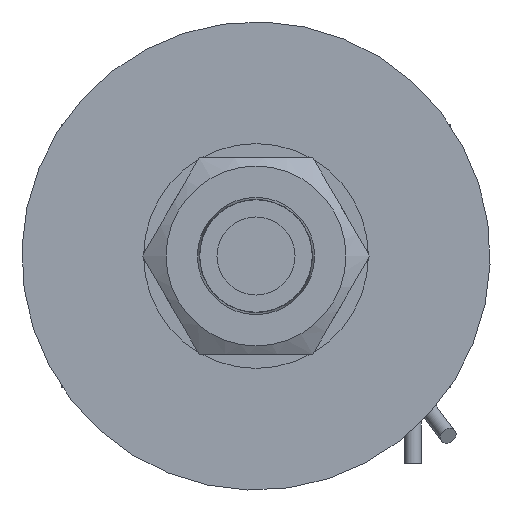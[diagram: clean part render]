
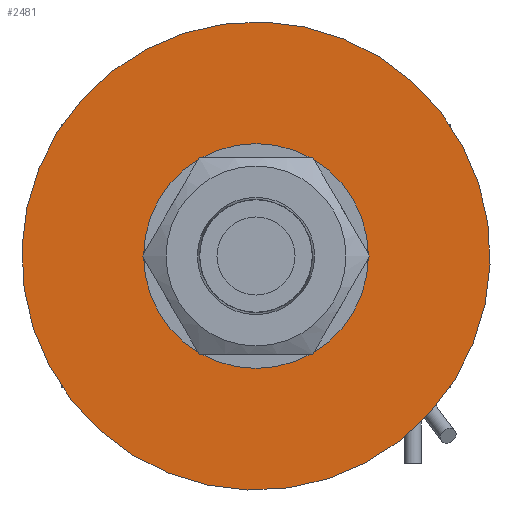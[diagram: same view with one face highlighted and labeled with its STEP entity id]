
A CAD part, front view. The second image highlights one B-rep face of the part: STEP entity #2481.
In plain terms, the highlighted face is planar.
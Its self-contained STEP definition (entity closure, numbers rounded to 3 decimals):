
#352=PLANE($,#2685);
#498=FACE_BOUND($,#785,.T.);
#594=FACE_OUTER_BOUND($,#784,.T.);
#784=EDGE_LOOP($,(#1738));
#785=EDGE_LOOP($,(#1739));
#1003=CIRCLE($,#2686,25.);
#1004=CIRCLE($,#2687,12.);
#1143=VERTEX_POINT($,#3821);
#1144=VERTEX_POINT($,#3823);
#1381=EDGE_CURVE($,#1143,#1143,#1003,.T.);
#1382=EDGE_CURVE($,#1144,#1144,#1004,.T.);
#1738=ORIENTED_EDGE($,*,*,#1381,.F.);
#1739=ORIENTED_EDGE($,*,*,#1382,.T.);
#2481=ADVANCED_FACE($,(#594,#498),#352,.F.);
#2685=AXIS2_PLACEMENT_3D($,#3820,#3049,#3050);
#2686=AXIS2_PLACEMENT_3D($,#3822,#3051,#3052);
#2687=AXIS2_PLACEMENT_3D($,#3824,#3053,#3054);
#3049=DIRECTION('center_axis',(0.,1.,0.));
#3050=DIRECTION('ref_axis',(-0.208,0.,-0.978));
#3051=DIRECTION('center_axis',(0.,1.,0.));
#3052=DIRECTION('ref_axis',(-0.208,0.,-0.978));
#3053=DIRECTION('center_axis',(0.,1.,0.));
#3054=DIRECTION('ref_axis',(-1.,0.,0.));
#3820=CARTESIAN_POINT('Origin',(20.75,-5.5,14.));
#3821=CARTESIAN_POINT('',(25.96,-5.5,38.451));
#3822=CARTESIAN_POINT('Origin',(20.75,-5.5,14.));
#3823=CARTESIAN_POINT('',(32.75,-5.5,14.));
#3824=CARTESIAN_POINT('Origin',(20.75,-5.5,14.));
